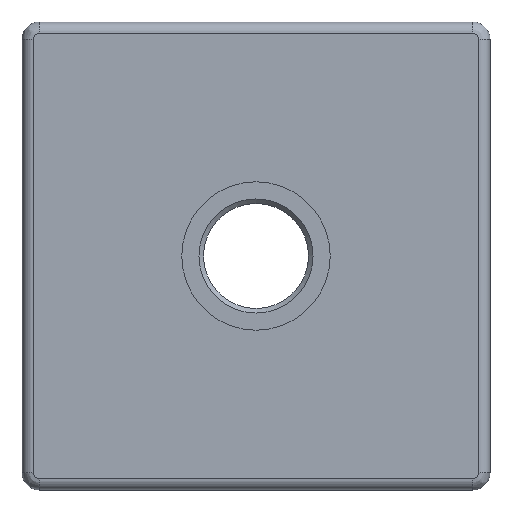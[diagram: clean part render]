
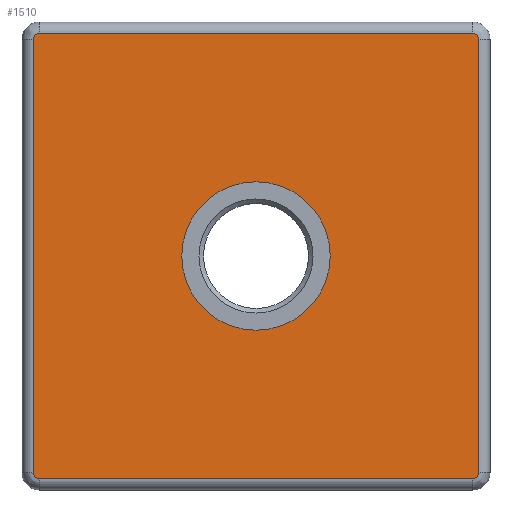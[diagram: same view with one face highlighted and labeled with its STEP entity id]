
A CAD part, front view. The second image highlights one B-rep face of the part: STEP entity #1510.
In plain terms, the highlighted planar face has unit normal (0, -1, 0).
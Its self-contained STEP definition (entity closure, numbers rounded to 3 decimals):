
#28=FACE_BOUND('',#309,.T.);
#54=PLANE('',#1631);
#102=CIRCLE('',#1608,0.5);
#108=CIRCLE('',#1615,0.5);
#112=CIRCLE('',#1620,0.5);
#116=CIRCLE('',#1625,0.5);
#117=CIRCLE('',#1632,6.5);
#221=FACE_OUTER_BOUND('',#308,.T.);
#308=EDGE_LOOP('',(#1243,#1244,#1245,#1246,#1247,#1248,#1249,#1250));
#309=EDGE_LOOP('',(#1251));
#435=LINE('',#3191,#563);
#437=LINE('',#3211,#565);
#439=LINE('',#3231,#567);
#440=LINE('',#3247,#568);
#563=VECTOR('',#1905,38.);
#565=VECTOR('',#1917,38.);
#567=VECTOR('',#1929,38.);
#568=VECTOR('',#1938,38.);
#739=VERTEX_POINT('',#3179);
#740=VERTEX_POINT('',#3181);
#742=VERTEX_POINT('',#3187);
#744=VERTEX_POINT('',#3201);
#746=VERTEX_POINT('',#3207);
#748=VERTEX_POINT('',#3221);
#750=VERTEX_POINT('',#3227);
#752=VERTEX_POINT('',#3241);
#754=VERTEX_POINT('',#3259);
#923=EDGE_CURVE('',#739,#740,#102,.T.);
#928=EDGE_CURVE('',#740,#742,#435,.T.);
#931=EDGE_CURVE('',#742,#744,#108,.T.);
#934=EDGE_CURVE('',#744,#746,#437,.T.);
#937=EDGE_CURVE('',#746,#748,#112,.T.);
#940=EDGE_CURVE('',#748,#750,#439,.T.);
#943=EDGE_CURVE('',#750,#752,#116,.T.);
#944=EDGE_CURVE('',#752,#739,#440,.T.);
#951=EDGE_CURVE('',#754,#754,#117,.T.);
#1243=ORIENTED_EDGE('',*,*,#923,.F.);
#1244=ORIENTED_EDGE('',*,*,#944,.F.);
#1245=ORIENTED_EDGE('',*,*,#943,.F.);
#1246=ORIENTED_EDGE('',*,*,#940,.F.);
#1247=ORIENTED_EDGE('',*,*,#937,.F.);
#1248=ORIENTED_EDGE('',*,*,#934,.F.);
#1249=ORIENTED_EDGE('',*,*,#931,.F.);
#1250=ORIENTED_EDGE('',*,*,#928,.F.);
#1251=ORIENTED_EDGE('',*,*,#951,.T.);
#1510=ADVANCED_FACE('',(#221,#28),#54,.F.);
#1608=AXIS2_PLACEMENT_3D('',#3182,#1894,#1895);
#1615=AXIS2_PLACEMENT_3D('',#3205,#1910,#1911);
#1620=AXIS2_PLACEMENT_3D('',#3225,#1922,#1923);
#1625=AXIS2_PLACEMENT_3D('',#3245,#1934,#1935);
#1631=AXIS2_PLACEMENT_3D('',#3258,#1953,#1954);
#1632=AXIS2_PLACEMENT_3D('',#3260,#1955,#1956);
#1894=DIRECTION('center_axis',(0.,1.,0.));
#1895=DIRECTION('ref_axis',(-0.707,0.,-0.707));
#1905=DIRECTION('',(0.,0.,1.));
#1910=DIRECTION('center_axis',(0.,1.,0.));
#1911=DIRECTION('ref_axis',(-0.707,0.,0.707));
#1917=DIRECTION('',(1.,0.,0.));
#1922=DIRECTION('center_axis',(0.,1.,0.));
#1923=DIRECTION('ref_axis',(0.707,0.,0.707));
#1929=DIRECTION('',(0.,0.,-1.));
#1934=DIRECTION('center_axis',(0.,1.,0.));
#1935=DIRECTION('ref_axis',(0.707,0.,-0.707));
#1938=DIRECTION('',(-1.,0.,0.));
#1953=DIRECTION('center_axis',(0.,1.,0.));
#1954=DIRECTION('ref_axis',(0.,0.,1.));
#1955=DIRECTION('center_axis',(0.,1.,0.));
#1956=DIRECTION('ref_axis',(-1.,0.,0.));
#3179=CARTESIAN_POINT('',(-19.,-5.,-19.5));
#3181=CARTESIAN_POINT('',(-19.5,-5.,-19.));
#3182=CARTESIAN_POINT('Origin',(-19.,-5.,-19.));
#3187=CARTESIAN_POINT('',(-19.5,-5.,19.));
#3191=CARTESIAN_POINT('',(-19.5,-5.,10.25));
#3201=CARTESIAN_POINT('',(-19.,-5.,19.5));
#3205=CARTESIAN_POINT('Origin',(-19.,-5.,19.));
#3207=CARTESIAN_POINT('',(19.,-5.,19.5));
#3211=CARTESIAN_POINT('',(10.25,-5.,19.5));
#3221=CARTESIAN_POINT('',(19.5,-5.,19.));
#3225=CARTESIAN_POINT('Origin',(19.,-5.,19.));
#3227=CARTESIAN_POINT('',(19.5,-5.,-19.));
#3231=CARTESIAN_POINT('',(19.5,-5.,-10.25));
#3241=CARTESIAN_POINT('',(19.,-5.,-19.5));
#3245=CARTESIAN_POINT('Origin',(19.,-5.,-19.));
#3247=CARTESIAN_POINT('',(-10.25,-5.,-19.5));
#3258=CARTESIAN_POINT('Origin',(0.,-5.,0.));
#3259=CARTESIAN_POINT('',(6.5,-5.,0.));
#3260=CARTESIAN_POINT('Origin',(0.,-5.,0.));
